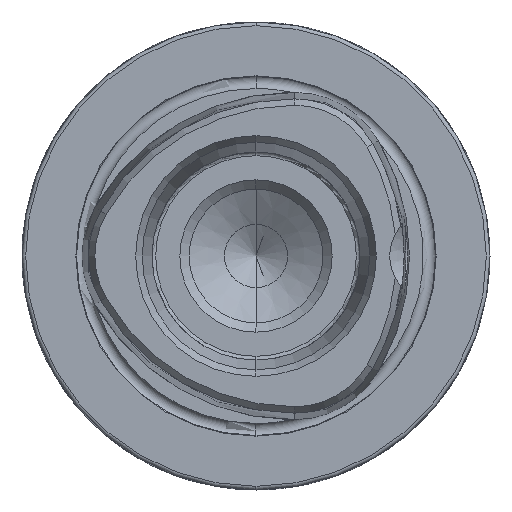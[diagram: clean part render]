
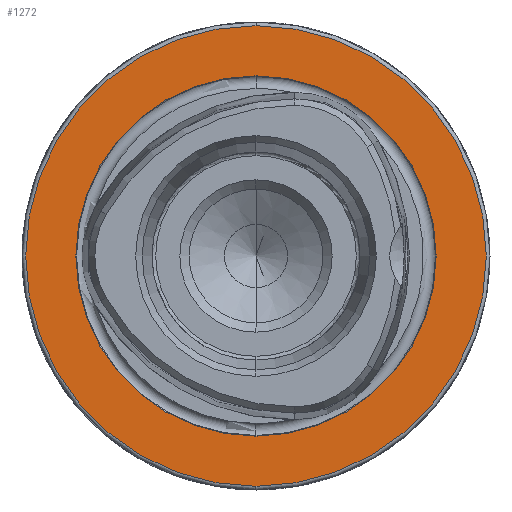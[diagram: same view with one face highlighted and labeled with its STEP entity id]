
A CAD part, left-side view. The second image highlights one B-rep face of the part: STEP entity #1272.
In plain terms, the highlighted planar face has unit normal (-1, 0, 0).
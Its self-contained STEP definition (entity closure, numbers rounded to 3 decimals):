
#53 = ORIENTED_EDGE ( 'NONE', *, *, #5518, .F. ) ;
#64 = CARTESIAN_POINT ( 'NONE',  ( 0., 0., 24.25 ) ) ;
#115 = DIRECTION ( 'NONE',  ( 0., 0., 1. ) ) ;
#149 = DIRECTION ( 'NONE',  ( -1., 0., 0. ) ) ;
#179 = AXIS2_PLACEMENT_3D ( 'NONE', #7175, #149, #115 ) ;
#574 = ORIENTED_EDGE ( 'NONE', *, *, #3727, .T. ) ;
#829 = CARTESIAN_POINT ( 'NONE',  ( 0., 0., 0. ) ) ;
#1083 = ORIENTED_EDGE ( 'NONE', *, *, #3934, .F. ) ;
#1099 = CARTESIAN_POINT ( 'NONE',  ( 0., 0., -24.25 ) ) ;
#1272 = ADVANCED_FACE ( 'NONE', ( #1563, #6374 ), #1714, .F. ) ;
#1468 = VERTEX_POINT ( 'NONE', #1099 ) ;
#1548 = DIRECTION ( 'NONE',  ( 0., 0., 1. ) ) ;
#1563 = FACE_BOUND ( 'NONE', #7761, .T. ) ;
#1714 = PLANE ( 'NONE',  #6304 ) ;
#1830 = DIRECTION ( 'NONE',  ( 1., 0., 0. ) ) ;
#2306 = AXIS2_PLACEMENT_3D ( 'NONE', #8100, #3240, #8129 ) ;
#2458 = EDGE_CURVE ( 'NONE', #4904, #5212, #3891, .T. ) ;
#2947 = DIRECTION ( 'NONE',  ( 0., 0., 1. ) ) ;
#3240 = DIRECTION ( 'NONE',  ( -1., 0., 0. ) ) ;
#3605 = VERTEX_POINT ( 'NONE', #64 ) ;
#3727 = EDGE_CURVE ( 'NONE', #5212, #4904, #7153, .T. ) ;
#3891 = CIRCLE ( 'NONE', #5951, 31. ) ;
#3934 = EDGE_CURVE ( 'NONE', #3605, #1468, #4188, .T. ) ;
#4101 = CARTESIAN_POINT ( 'NONE',  ( 0., 0., -31. ) ) ;
#4188 = CIRCLE ( 'NONE', #2306, 24.25 ) ;
#4904 = VERTEX_POINT ( 'NONE', #4101 ) ;
#5212 = VERTEX_POINT ( 'NONE', #5946 ) ;
#5518 = EDGE_CURVE ( 'NONE', #1468, #3605, #7668, .T. ) ;
#5946 = CARTESIAN_POINT ( 'NONE',  ( 0., 0., 31. ) ) ;
#5951 = AXIS2_PLACEMENT_3D ( 'NONE', #7110, #6464, #1548 ) ;
#6174 = ORIENTED_EDGE ( 'NONE', *, *, #2458, .T. ) ;
#6231 = EDGE_LOOP ( 'NONE', ( #574, #6174 ) ) ;
#6304 = AXIS2_PLACEMENT_3D ( 'NONE', #6597, #1830, #7401 ) ;
#6374 = FACE_OUTER_BOUND ( 'NONE', #6231, .T. ) ;
#6464 = DIRECTION ( 'NONE',  ( -1., 0., 0. ) ) ;
#6597 = CARTESIAN_POINT ( 'NONE',  ( 0., 24.25, 0. ) ) ;
#6810 = AXIS2_PLACEMENT_3D ( 'NONE', #829, #7141, #2947 ) ;
#7110 = CARTESIAN_POINT ( 'NONE',  ( 0., 0., 0. ) ) ;
#7141 = DIRECTION ( 'NONE',  ( -1., 0., 0. ) ) ;
#7153 = CIRCLE ( 'NONE', #6810, 31. ) ;
#7175 = CARTESIAN_POINT ( 'NONE',  ( 0., 0., 0. ) ) ;
#7401 = DIRECTION ( 'NONE',  ( 0., 0., -1. ) ) ;
#7668 = CIRCLE ( 'NONE', #179, 24.25 ) ;
#7761 = EDGE_LOOP ( 'NONE', ( #1083, #53 ) ) ;
#8100 = CARTESIAN_POINT ( 'NONE',  ( 0., 0., 0. ) ) ;
#8129 = DIRECTION ( 'NONE',  ( 0., 0., 1. ) ) ;
